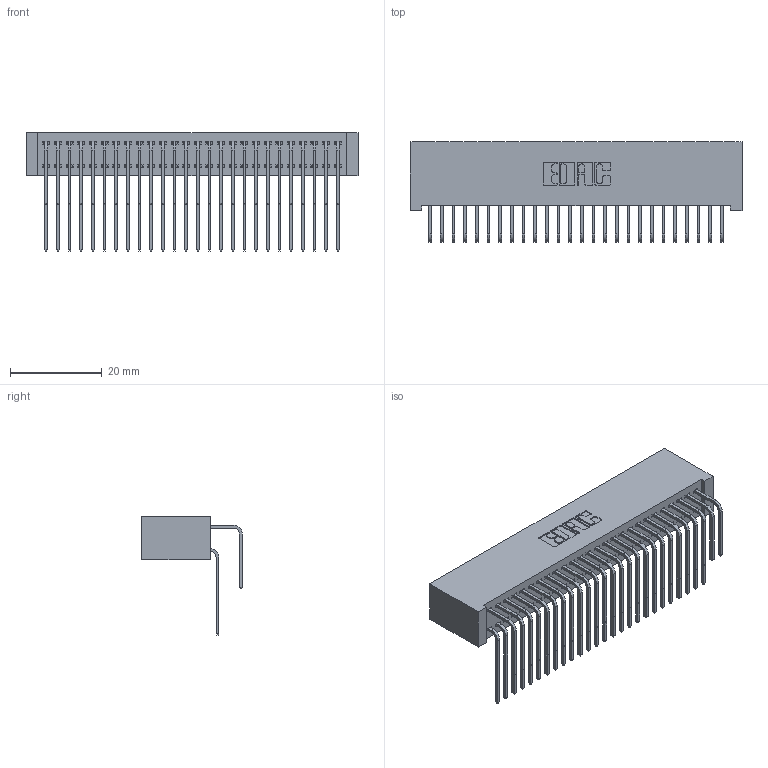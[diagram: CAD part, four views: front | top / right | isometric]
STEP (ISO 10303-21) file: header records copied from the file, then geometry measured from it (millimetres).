
FILE_DESCRIPTION (( 'STEP AP203' ), '1' );
FILE_NAME ('392-052-558-201.STEP', '2019-10-08T12:51:52', ( '' ), ( '' ), 'SwSTEP 2.0', 'SolidWorks 2016', '' );
FILE_SCHEMA (( 'CONFIG_CONTROL_DESIGN' ));
Length unit declared in the file: inch
Products named in the file (4): 342 Part_Lugless; 345-292-001_558 559 Tail - 1; 345-292-001_558 Tail - 2; 392-052-558-201
Assembly tree (53 placements, depth 2):
  392-052-558-201
    342 Part_Lugless
    345-292-001_558 559 Tail - 1  x26
    345-292-001_558 Tail - 2  x26
Bounding box: 72.29 x 21.91 x 25.78 mm (x, y, z)
Volume: 7158.8 mm3; surface area: 13061.8 mm2
Topology: 53 solids, 53 shells, 2910 faces, 8647 edges, 5694 vertices
Faces by surface type: plane 2038, cylinder 872
Entity records: 20171 total; most frequent: CARTESIAN_POINT 3409, ORIENTED_EDGE 3294, DIRECTION 2915, EDGE_CURVE 1647, LINE 1487, VECTOR 1487, VERTEX_POINT 1094, AXIS2_PLACEMENT_3D 714
